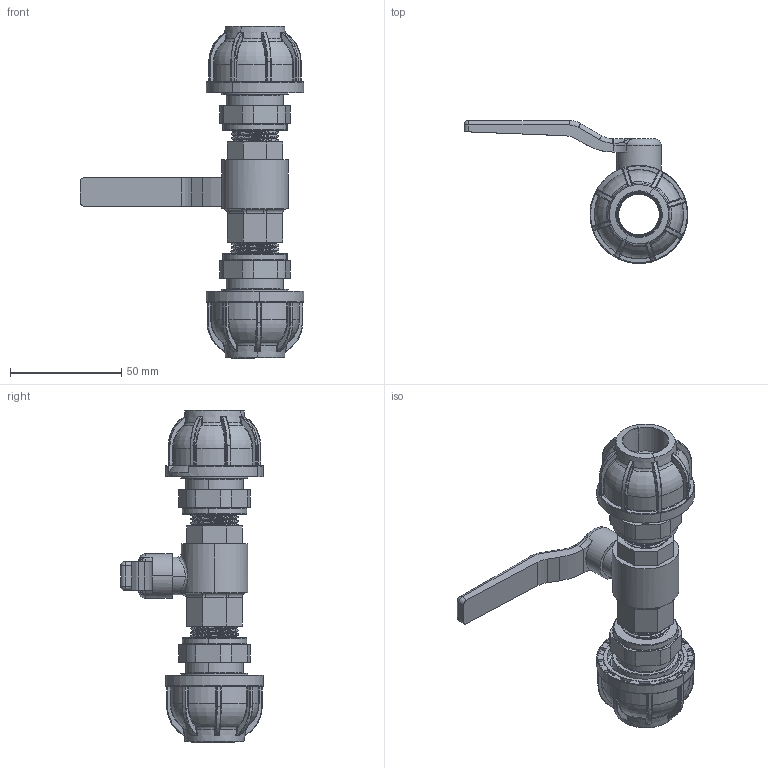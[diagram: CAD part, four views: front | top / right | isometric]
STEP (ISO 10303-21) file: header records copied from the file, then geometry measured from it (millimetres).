
FILE_DESCRIPTION (( 'STEP AP203' ), '1' );
FILE_NAME ('R224.020.012.step', '2013-11-19T09:33:33', ( 'Alusic' ), ( 'Alusic' ), 'SwSTEP 2.0', 'SolidWorks 2011', '' );
FILE_SCHEMA (( 'CONFIG_CONTROL_DESIGN' ));
Length unit declared in the file: millimetre
Products named in the file (1): R224.020.012
Bounding box: 100.56 x 64.16 x 149.15 mm (x, y, z)
Surface area: 36048.6 mm2 (no closed solid volume)
Topology: 0 solids, 10 shells, 1253 faces, 4251 edges, 2803 vertices
Faces by surface type: torus 340, cylinder 323, plane 233, bspline 222, cone 110, sphere 25
Entity records: 75847 total; most frequent: CARTESIAN_POINT 42671, ORIENTED_EDGE 7026, DIRECTION 6439, EDGE_CURVE 4240, AXIS2_PLACEMENT_3D 2829, VERTEX_POINT 2802, CIRCLE 1797, B_SPLINE_CURVE_WITH_KNOTS 1560
